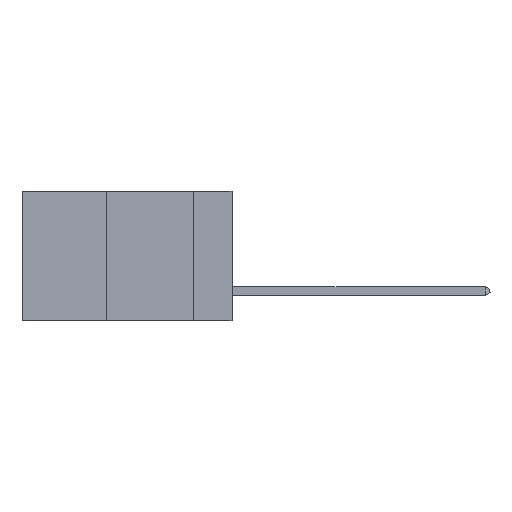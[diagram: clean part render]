
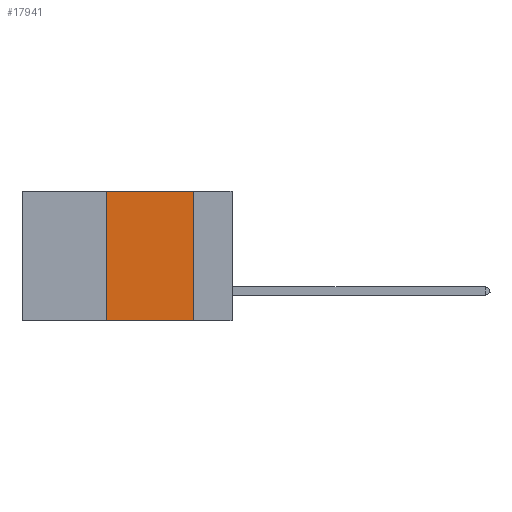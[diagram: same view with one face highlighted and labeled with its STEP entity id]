
A CAD part, left-side view. The second image highlights one B-rep face of the part: STEP entity #17941.
In plain terms, the highlighted planar face has unit normal (-1, 0, 0).
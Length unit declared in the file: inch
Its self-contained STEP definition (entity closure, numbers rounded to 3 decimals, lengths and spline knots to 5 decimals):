
#335 = DIRECTION ( 'NONE',  ( 0., 0., 1. ) ) ;
#397 = AXIS2_PLACEMENT_3D ( 'NONE', #6423, #22062, #26638 ) ;
#1374 = VERTEX_POINT ( 'NONE', #8279 ) ;
#1552 = CARTESIAN_POINT ( 'NONE',  ( 0., 0.36, 0. ) ) ;
#2308 = ORIENTED_EDGE ( 'NONE', *, *, #18270, .F. ) ;
#2384 = LINE ( 'NONE', #24030, #12213 ) ;
#3071 = EDGE_CURVE ( 'NONE', #1374, #10375, #24237, .T. ) ;
#3984 = ORIENTED_EDGE ( 'NONE', *, *, #8674, .F. ) ;
#5962 = DIRECTION ( 'NONE',  ( 0., 0., -1. ) ) ;
#6423 = CARTESIAN_POINT ( 'NONE',  ( 0., 0.6, 0. ) ) ;
#6605 = CARTESIAN_POINT ( 'NONE',  ( 0., 0.11, 0. ) ) ;
#7438 = VERTEX_POINT ( 'NONE', #6605 ) ;
#8279 = CARTESIAN_POINT ( 'NONE',  ( 0., 0.36, -0.37 ) ) ;
#8674 = EDGE_CURVE ( 'NONE', #7438, #27603, #2384, .T. ) ;
#10375 = VERTEX_POINT ( 'NONE', #1552 ) ;
#12213 = VECTOR ( 'NONE', #5962, 39.37008 ) ;
#12960 = CARTESIAN_POINT ( 'NONE',  ( 0., 0.11, -0.37 ) ) ;
#13019 = ORIENTED_EDGE ( 'NONE', *, *, #25444, .T. ) ;
#13186 = VECTOR ( 'NONE', #26066, 39.37008 ) ;
#13329 = PLANE ( 'NONE',  #397 ) ;
#14328 = ORIENTED_EDGE ( 'NONE', *, *, #3071, .F. ) ;
#15294 = EDGE_LOOP ( 'NONE', ( #3984, #2308, #14328, #13019 ) ) ;
#16217 = FACE_OUTER_BOUND ( 'NONE', #15294, .T. ) ;
#17278 = VECTOR ( 'NONE', #19320, 39.37008 ) ;
#17941 = ADVANCED_FACE ( 'NONE', ( #16217 ), #13329, .F. ) ;
#18270 = EDGE_CURVE ( 'NONE', #10375, #7438, #27767, .T. ) ;
#19216 = CARTESIAN_POINT ( 'NONE',  ( 0., 0.6, -0.37 ) ) ;
#19320 = DIRECTION ( 'NONE',  ( 0., -1., 0. ) ) ;
#19482 = LINE ( 'NONE', #19216, #13186 ) ;
#21674 = CARTESIAN_POINT ( 'NONE',  ( 0., 0.6, 0. ) ) ;
#22062 = DIRECTION ( 'NONE',  ( 1., 0., 0. ) ) ;
#22248 = CARTESIAN_POINT ( 'NONE',  ( 0., 0.36, 0. ) ) ;
#23899 = VECTOR ( 'NONE', #335, 39.37008 ) ;
#24030 = CARTESIAN_POINT ( 'NONE',  ( 0., 0.11, 0. ) ) ;
#24237 = LINE ( 'NONE', #22248, #23899 ) ;
#25444 = EDGE_CURVE ( 'NONE', #1374, #27603, #19482, .T. ) ;
#26066 = DIRECTION ( 'NONE',  ( 0., -1., 0. ) ) ;
#26638 = DIRECTION ( 'NONE',  ( 0., 0., -1. ) ) ;
#27603 = VERTEX_POINT ( 'NONE', #12960 ) ;
#27767 = LINE ( 'NONE', #21674, #17278 ) ;
